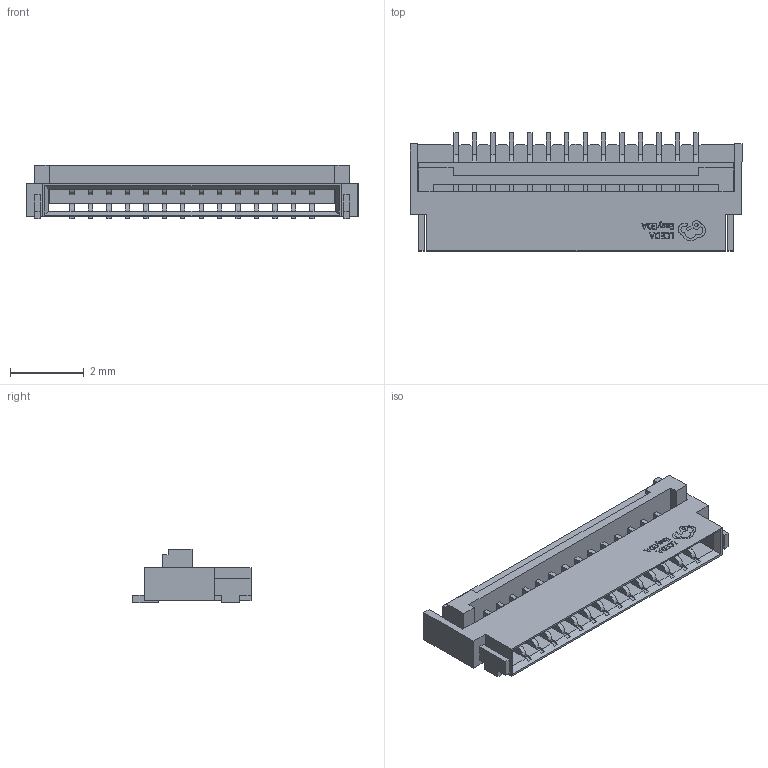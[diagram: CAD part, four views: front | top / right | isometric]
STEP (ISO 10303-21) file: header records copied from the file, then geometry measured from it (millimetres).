
FILE_DESCRIPTION (( 'STEP AP214' ), '1' );
FILE_NAME ('CONN-SMD_FPC0.50-WS-14P.step', '2022-08-08T02:38:39', ( '' ), ( '' ), 'SwSTEP 2.0', 'SolidWorks 2020', '' );
FILE_SCHEMA (( 'AUTOMOTIVE_DESIGN' ));
Length unit declared in the file: millimetre
Products named in the file (1): CONN-SMD_FPC0.50-WS-14P
Bounding box: 9 x 3.2 x 1.45 mm (x, y, z)
Volume: 12.9 mm3; surface area: 170.1 mm2
Topology: 87 solids, 87 shells, 925 faces, 2231 edges, 1486 vertices
Faces by surface type: plane 771, bspline 126, cylinder 28
Entity records: 38189 total; most frequent: CARTESIAN_POINT 6929, ORIENTED_EDGE 4462, DIRECTION 3631, EDGE_CURVE 2231, LINE 1919, VECTOR 1919, VERTEX_POINT 1486, UNCERTAINTY_MEASURE_WITH_UNIT 957
